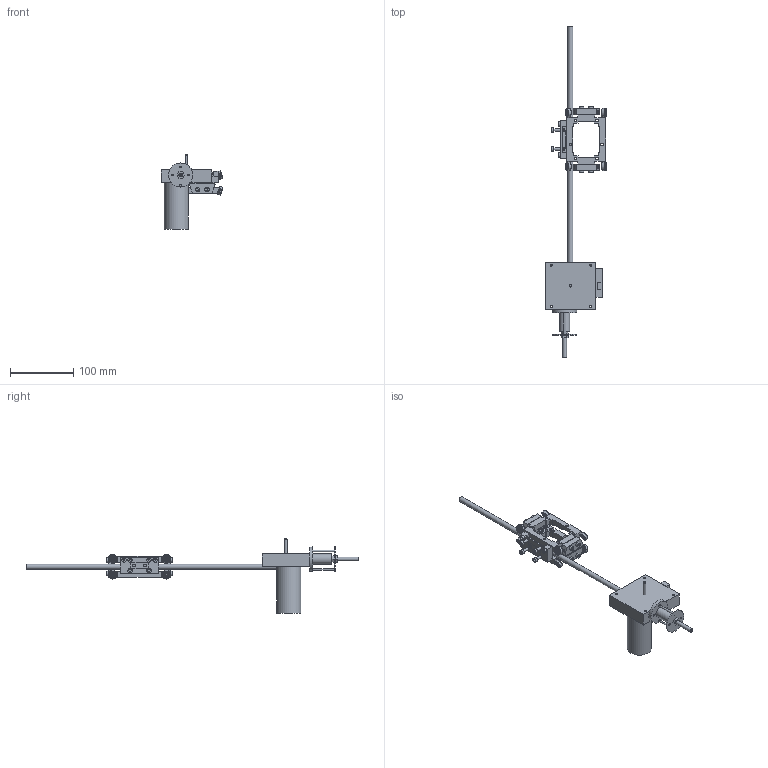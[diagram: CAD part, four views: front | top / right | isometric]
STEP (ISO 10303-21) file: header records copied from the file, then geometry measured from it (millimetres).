
FILE_DESCRIPTION(/* description */ ('Alibre Inc.'),/* implementation_level */ '2;1');
FILE_NAME(/* name */ 'export0',/* time_stamp */ '2010-04-10T21:50:35-04:00',/* author */ (''),/* organization */ (''),/* preprocessor_version */ 'ST-DEVELOPER v10',/* originating_system */ 'Alibre',/* authorisation */ '');
FILE_SCHEMA (('ALIBRE_SCHEMA','CONFIG_CONTROL_DESIGN'));
Length unit declared in the file: centimetre
Products named in the file (22): ID_1
Bounding box: 97.72 x 523.9 x 117 mm (x, y, z)
Volume: 334078.2 mm3; surface area: 105336.7 mm2
Topology: 43 solids, 43 shells, 926 faces, 2254 edges, 1484 vertices
Faces by surface type: plane 610, cylinder 255, torus 32, cone 29
Full cylindrical faces by diameter (mm): 3 x11, 4 x23, 4.3 x14, 4.305 x16, 4.4 x8, 6 x1, 7 x31, 8 x1, 9 x8, 10.5 x16, 13 x8, 16 x1, 38 x3
Entity records: 38998 total; most frequent: CARTESIAN_POINT 4398, DIRECTION 2824, PERSISTANTTOPOLOGYATTRIBUTE 2106, DESIGNMEMBER 1836, ORIENTED_EDGE 1826, CONSTRAINTPAIRUV 1627, REFERENCEDEPENDENTUV 1578, INTEGERVALUEPAIR 1470
